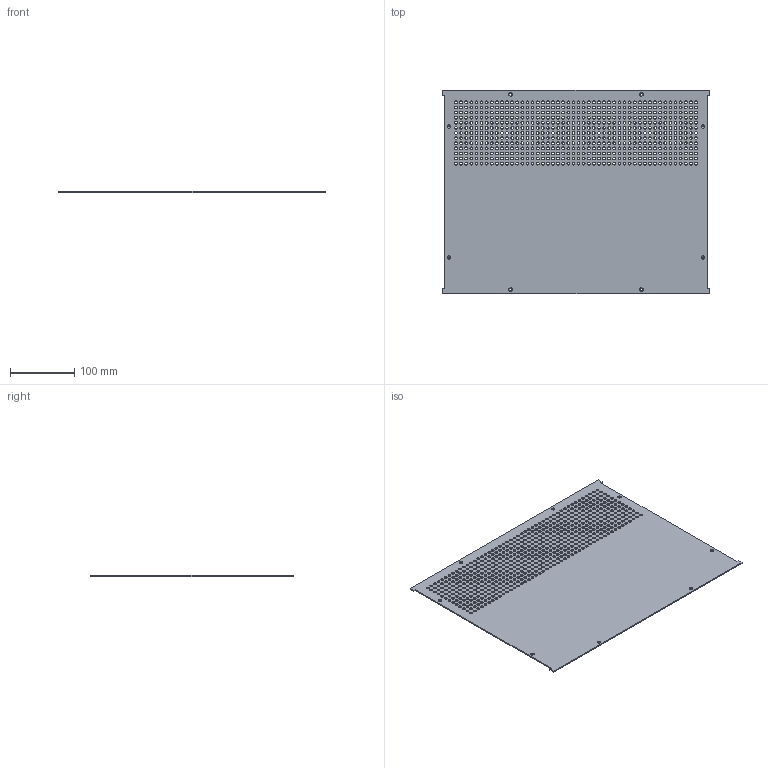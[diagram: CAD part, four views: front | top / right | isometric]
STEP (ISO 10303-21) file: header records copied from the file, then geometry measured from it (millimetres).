
FILE_DESCRIPTION (( 'STEP AP214' ), '1' );
FILE_NAME ('RM1913BKVP.STEP', '2021-09-11T15:15:16', ( '' ), ( '' ), 'SwSTEP 2.0', 'SolidWorks 2021', '' );
FILE_SCHEMA (( 'AUTOMOTIVE_DESIGN' ));
Length unit declared in the file: inch
Products named in the file (1): RM1913BKVP
Bounding box: 413.8 x 316 x 1.8 mm (x, y, z)
Volume: 215319 mm3; surface area: 257323.6 mm2
Topology: 1 solids, 1 shells, 654 faces, 1948 edges, 1296 vertices
Faces by surface type: cylinder 632, plane 14, cone 8
Full cylindrical faces by diameter (mm): 3 x8, 4.318 x624
Entity records: 22108 total; most frequent: DIRECTION 3890, CARTESIAN_POINT 3259, ORIENTED_EDGE 2616, EDGE_LOOP 2558, AXIS2_PLACEMENT_3D 1927, EDGE_CURVE 1308, VERTEX_POINT 1296, FACE_OUTER_BOUND 1286
